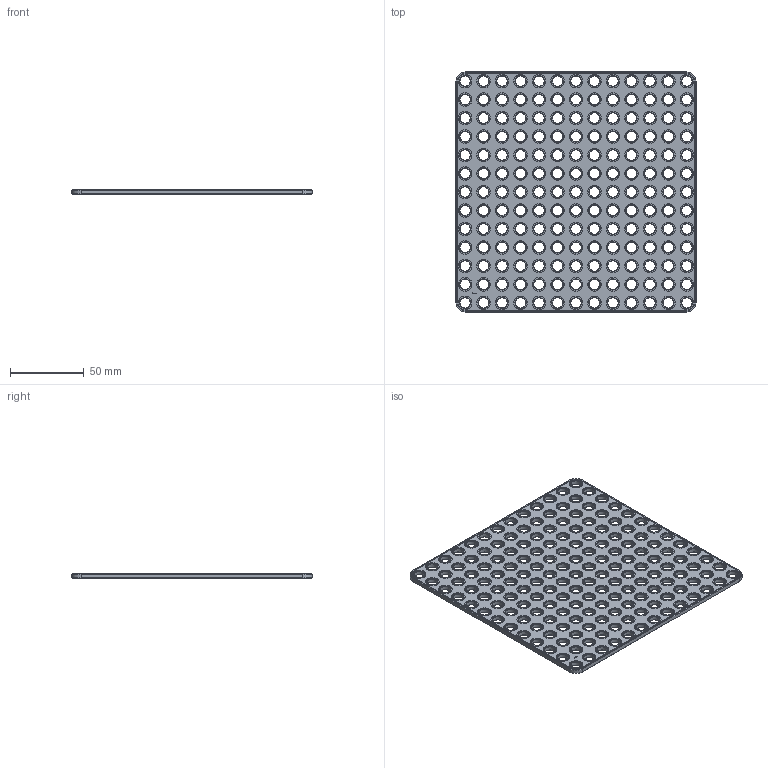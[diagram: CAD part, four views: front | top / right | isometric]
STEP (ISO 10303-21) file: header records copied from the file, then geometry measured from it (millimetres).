
FILE_DESCRIPTION(('FreeCAD Model'),'2;1');
FILE_NAME('Open CASCADE Shape Model','2024-01-31T15:16:35',(''),(''), 'Open CASCADE STEP processor 7.6','FreeCAD','Unknown');
FILE_SCHEMA(('AUTOMOTIVE_DESIGN { 1 0 10303 214 1 1 1 1 }'));
Products named in the file (1): Plate SQR CRNR BU13x00.25 - SPN-PLT-0048 (stemfie.org)
Bounding box: 162.5 x 162.5 x 3.12 mm (x, y, z)
Volume: 58800.8 mm3; surface area: 52962.2 mm2
Topology: 1 solids, 1 shells, 1334 faces, 3030 edges, 1902 vertices
Faces by surface type: plane 496, cylinder 346, cone 346, extrusion 146
Full cylindrical faces by diameter (mm): 7 x169, 9.2 x169
Entity records: 78961 total; most frequent: CARTESIAN_POINT 17630, DIRECTION 11036, VECTOR 6228, LINE 6082, ORIENTED_EDGE 6060, PCURVE 6060, DEFINITIONAL_REPRESENTATION 6060, EDGE_CURVE 3030
